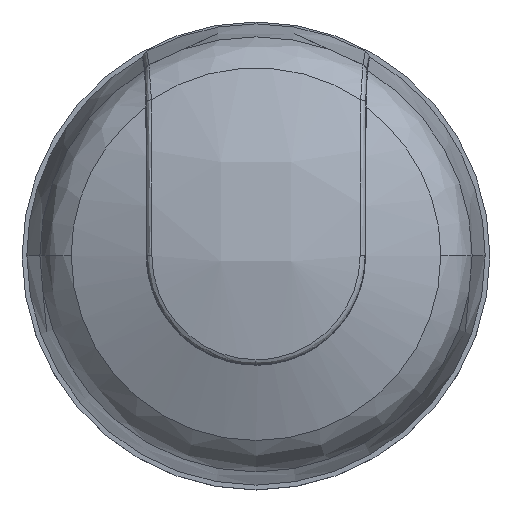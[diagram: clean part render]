
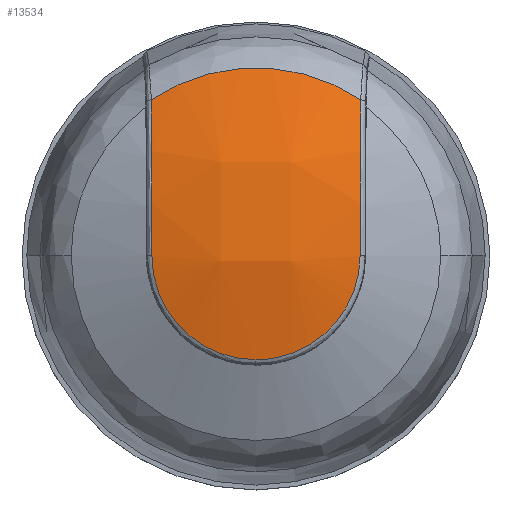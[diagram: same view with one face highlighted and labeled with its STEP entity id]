
A CAD part, top view. The second image highlights one B-rep face of the part: STEP entity #13534.
In plain terms, the highlighted free-form (B-spline) face has degree [3, 3] with [4, 4] control points.
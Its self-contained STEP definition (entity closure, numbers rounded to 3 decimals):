
#528 = CARTESIAN_POINT ( 'NONE',  ( -1.04, 40.433, 60.06 ) ) ;
#598 = ORIENTED_EDGE ( 'NONE', *, *, #31689, .F. ) ;
#968 = CARTESIAN_POINT ( 'NONE',  ( -11.512, 21.502, 58.029 ) ) ;
#1129 = FACE_OUTER_BOUND ( 'NONE', #27206, .T. ) ;
#1291 = CARTESIAN_POINT ( 'NONE',  ( 6.057, 35.56, 57.761 ) ) ;
#1452 = ORIENTED_EDGE ( 'NONE', *, *, #17575, .F. ) ;
#1730 = CARTESIAN_POINT ( 'NONE',  ( 6.053, 30.055, 58.029 ) ) ;
#2176 = CARTESIAN_POINT ( 'NONE',  ( 5.449, 26.406, 58.029 ) ) ;
#2654 = CARTESIAN_POINT ( 'NONE',  ( -15.666, 35.56, 57.761 ) ) ;
#2814 = CARTESIAN_POINT ( 'NONE',  ( -8.569, 18.922, 58.455 ) ) ;
#3038 = CARTESIAN_POINT ( 'NONE',  ( -15.847, 49.286, 53.298 ) ) ;
#3924 = CARTESIAN_POINT ( 'NONE',  ( 6.11, 46.346, 54.717 ) ) ;
#4439 = CARTESIAN_POINT ( 'NONE',  ( 6.04, 29.043, 58.029 ) ) ;
#4647 = CARTESIAN_POINT ( 'NONE',  ( -3.665, 19.23, 58.029 ) ) ;
#5003 = B_SPLINE_CURVE_WITH_KNOTS ( 'NONE', 3,
 ( #26735, #1730, #22121, #14775, #19391, #4439, #14344, #2176, #22226, #22001, #6956, #32326, #7174, #19825, #24518, #16870, #4647, #16977 ),
 .UNSPECIFIED., .F., .F.,
 ( 4, 2, 2, 2, 2, 2, 2, 2, 4 ),
 ( 0., 0.006, 0.008, 0.167, 0.325, 0.483, 0.642, 0.8, 1. ),
 .UNSPECIFIED. ) ;
#5102 = CARTESIAN_POINT ( 'NONE',  ( -8.569, 50.173, 55.009 ) ) ;
#5539 = CARTESIAN_POINT ( 'NONE',  ( 6.239, 39.976, 58.126 ) ) ;
#6092 = CARTESIAN_POINT ( 'NONE',  ( -6.603, 19.342, 58.029 ) ) ;
#6194 = CARTESIAN_POINT ( 'NONE',  ( -14.795, 25.743, 58.029 ) ) ;
#6277 =( BOUNDED_SURFACE ( )  B_SPLINE_SURFACE ( 3, 3, ( 
 ( #12711, #25517, #22768, #3038 ),
 ( #2814, #27934, #10601, #5102 ),
 ( #25309, #18071, #528, #27727 ),
 ( #10496, #7726, #5539, #30144 ) ),
 .UNSPECIFIED., .F., .F., .F. ) 
 B_SPLINE_SURFACE_WITH_KNOTS ( ( 4, 4 ),
 ( 4, 4 ),
 ( 0., 1. ),
 ( 0., 1. ),
 .UNSPECIFIED. ) 
 GEOMETRIC_REPRESENTATION_ITEM ( )  RATIONAL_B_SPLINE_SURFACE ( (
 ( 1., 0.955, 0.955, 1.),
 ( 0.978, 0.934, 0.934, 0.978),
 ( 0.978, 0.934, 0.934, 0.978),
 ( 1., 0.955, 0.955, 1.) ) ) 
 REPRESENTATION_ITEM ( '' )  SURFACE ( )  );
#6309 = CARTESIAN_POINT ( 'NONE',  ( 6.091, 43.749, 55.821 ) ) ;
#6956 = CARTESIAN_POINT ( 'NONE',  ( 3.691, 23.267, 58.029 ) ) ;
#7174 = CARTESIAN_POINT ( 'NONE',  ( 1.751, 21.386, 58.029 ) ) ;
#7562 = CARTESIAN_POINT ( 'NONE',  ( -15.7, 43.749, 55.821 ) ) ;
#7726 = CARTESIAN_POINT ( 'NONE',  ( 6.239, 29.553, 59.275 ) ) ;
#7941 = DIRECTION ( 'NONE',  ( 0., 0., -1. ) ) ;
#8201 = CARTESIAN_POINT ( 'NONE',  ( -15.719, 46.346, 54.717 ) ) ;
#10496 = CARTESIAN_POINT ( 'NONE',  ( 6.239, 19.415, 56.592 ) ) ;
#10601 = CARTESIAN_POINT ( 'NONE',  ( -8.569, 40.433, 60.06 ) ) ;
#11061 = CARTESIAN_POINT ( 'NONE',  ( 6.053, 30.087, 58.029 ) ) ;
#11263 = CARTESIAN_POINT ( 'NONE',  ( -15.659, 29.74, 58.029 ) ) ;
#12711 = CARTESIAN_POINT ( 'NONE',  ( -15.847, 19.415, 56.592 ) ) ;
#13069 = ORIENTED_EDGE ( 'NONE', *, *, #19761, .T. ) ;
#13113 = ORIENTED_EDGE ( 'NONE', *, *, #14635, .T. ) ;
#13534 = ADVANCED_FACE ( 'NONE', ( #1129 ), #6277, .T. ) ;
#13785 = CARTESIAN_POINT ( 'NONE',  ( -15.661, 30.087, 58.029 ) ) ;
#13812 = CARTESIAN_POINT ( 'NONE',  ( -15.661, 30.087, 58.029 ) ) ;
#14001 = CARTESIAN_POINT ( 'NONE',  ( -5.705, 19.23, 58.029 ) ) ;
#14344 = CARTESIAN_POINT ( 'NONE',  ( 5.916, 28.147, 58.029 ) ) ;
#14375 = VERTEX_POINT ( 'NONE', #28387 ) ;
#14635 = EDGE_CURVE ( 'NONE', #23227, #23483, #25354, .T. ) ;
#14775 = CARTESIAN_POINT ( 'NONE',  ( 6.052, 29.977, 58.029 ) ) ;
#15886 = CARTESIAN_POINT ( 'NONE',  ( -4.804, 30.087, 54.717 ) ) ;
#16012 = CARTESIAN_POINT ( 'NONE',  ( -8.35, 19.786, 58.029 ) ) ;
#16106 = CARTESIAN_POINT ( 'NONE',  ( -15.375, 27.45, 58.029 ) ) ;
#16211 = CARTESIAN_POINT ( 'NONE',  ( -10.777, 20.975, 58.029 ) ) ;
#16870 = CARTESIAN_POINT ( 'NONE',  ( -2.533, 19.409, 58.029 ) ) ;
#16977 = CARTESIAN_POINT ( 'NONE',  ( -4.804, 19.23, 58.029 ) ) ;
#17327 = VERTEX_POINT ( 'NONE', #27060 ) ;
#17575 = EDGE_CURVE ( 'NONE', #23227, #23541, #25774, .T. ) ;
#18071 = CARTESIAN_POINT ( 'NONE',  ( -1.04, 29.528, 61.262 ) ) ;
#18228 = B_SPLINE_CURVE_WITH_KNOTS ( 'NONE', 3,
 ( #11061, #28850, #1291, #31355, #6309, #28952 ),
 .UNSPECIFIED., .F., .F.,
 ( 4, 2, 4 ),
 ( 0., 0.5, 1. ),
 .UNSPECIFIED. ) ;
#18516 = CARTESIAN_POINT ( 'NONE',  ( -12.836, 22.726, 58.029 ) ) ;
#18621 = CARTESIAN_POINT ( 'NONE',  ( -15.648, 29.487, 58.029 ) ) ;
#19391 = CARTESIAN_POINT ( 'NONE',  ( 6.052, 29.961, 58.029 ) ) ;
#19761 = EDGE_CURVE ( 'NONE', #17327, #23541, #18228, .T. ) ;
#19825 = CARTESIAN_POINT ( 'NONE',  ( 0.227, 20.424, 58.029 ) ) ;
#19879 = CARTESIAN_POINT ( 'NONE',  ( -15.719, 46.346, 54.717 ) ) ;
#20352 = AXIS2_PLACEMENT_3D ( 'NONE', #15886, #7941, #23097 ) ;
#21045 = CARTESIAN_POINT ( 'NONE',  ( -15.661, 30.055, 58.029 ) ) ;
#21240 = CARTESIAN_POINT ( 'NONE',  ( -14.4, 24.929, 58.029 ) ) ;
#21352 = CARTESIAN_POINT ( 'NONE',  ( -15.557, 28.336, 58.029 ) ) ;
#22001 = CARTESIAN_POINT ( 'NONE',  ( 4.228, 23.995, 58.029 ) ) ;
#22022 = B_SPLINE_CURVE_WITH_KNOTS ( 'NONE', 3,
 ( #23861, #14001, #6092, #16012, #31134, #16211, #968, #18516, #26295, #21240, #6194, #16106, #21352, #18621, #11263, #23970, #21045, #13785 ),
 .UNSPECIFIED., .F., .F.,
 ( 4, 2, 2, 2, 2, 2, 2, 2, 4 ),
 ( 0., 0.158, 0.317, 0.475, 0.633, 0.792, 0.95, 0.994, 1. ),
 .UNSPECIFIED. ) ;
#22121 = CARTESIAN_POINT ( 'NONE',  ( 6.053, 30.024, 58.029 ) ) ;
#22226 = CARTESIAN_POINT ( 'NONE',  ( 5.109, 25.568, 58.029 ) ) ;
#22768 = CARTESIAN_POINT ( 'NONE',  ( -15.847, 39.976, 58.126 ) ) ;
#23097 = DIRECTION ( 'NONE',  ( 1., 0., 0. ) ) ;
#23227 = VERTEX_POINT ( 'NONE', #8201 ) ;
#23483 = VERTEX_POINT ( 'NONE', #13812 ) ;
#23541 = VERTEX_POINT ( 'NONE', #3924 ) ;
#23861 = CARTESIAN_POINT ( 'NONE',  ( -4.804, 19.23, 58.029 ) ) ;
#23970 = CARTESIAN_POINT ( 'NONE',  ( -15.661, 30.024, 58.029 ) ) ;
#24518 = CARTESIAN_POINT ( 'NONE',  ( -0.592, 20.04, 58.029 ) ) ;
#25309 = CARTESIAN_POINT ( 'NONE',  ( -1.04, 18.922, 58.455 ) ) ;
#25354 = B_SPLINE_CURVE_WITH_KNOTS ( 'NONE', 3,
 ( #19879, #7562, #30294, #2654, #30188, #27442 ),
 .UNSPECIFIED., .F., .F.,
 ( 4, 2, 4 ),
 ( 0., 0.5, 1. ),
 .UNSPECIFIED. ) ;
#25517 = CARTESIAN_POINT ( 'NONE',  ( -15.847, 29.553, 59.275 ) ) ;
#25774 = CIRCLE ( 'NONE', #20352, 19.583 ) ;
#26295 = CARTESIAN_POINT ( 'NONE',  ( -13.419, 23.418, 58.029 ) ) ;
#26735 = CARTESIAN_POINT ( 'NONE',  ( 6.053, 30.087, 58.029 ) ) ;
#27060 = CARTESIAN_POINT ( 'NONE',  ( 6.053, 30.087, 58.029 ) ) ;
#27206 = EDGE_LOOP ( 'NONE', ( #27482, #13069, #1452, #13113, #598 ) ) ;
#27442 = CARTESIAN_POINT ( 'NONE',  ( -15.661, 30.087, 58.029 ) ) ;
#27482 = ORIENTED_EDGE ( 'NONE', *, *, #28715, .F. ) ;
#27727 = CARTESIAN_POINT ( 'NONE',  ( -1.04, 50.173, 55.009 ) ) ;
#27934 = CARTESIAN_POINT ( 'NONE',  ( -8.569, 29.528, 61.262 ) ) ;
#28387 = CARTESIAN_POINT ( 'NONE',  ( -4.804, 19.23, 58.029 ) ) ;
#28715 = EDGE_CURVE ( 'NONE', #17327, #14375, #5003, .T. ) ;
#28850 = CARTESIAN_POINT ( 'NONE',  ( 6.053, 32.795, 58.029 ) ) ;
#28952 = CARTESIAN_POINT ( 'NONE',  ( 6.11, 46.346, 54.717 ) ) ;
#30144 = CARTESIAN_POINT ( 'NONE',  ( 6.239, 49.286, 53.298 ) ) ;
#30188 = CARTESIAN_POINT ( 'NONE',  ( -15.661, 32.795, 58.029 ) ) ;
#30294 = CARTESIAN_POINT ( 'NONE',  ( -15.685, 41.038, 56.657 ) ) ;
#31134 = CARTESIAN_POINT ( 'NONE',  ( -9.193, 20.115, 58.029 ) ) ;
#31355 = CARTESIAN_POINT ( 'NONE',  ( 6.077, 41.038, 56.657 ) ) ;
#31689 = EDGE_CURVE ( 'NONE', #14375, #23483, #22022, .T. ) ;
#32326 = CARTESIAN_POINT ( 'NONE',  ( 2.451, 21.96, 58.029 ) ) ;
